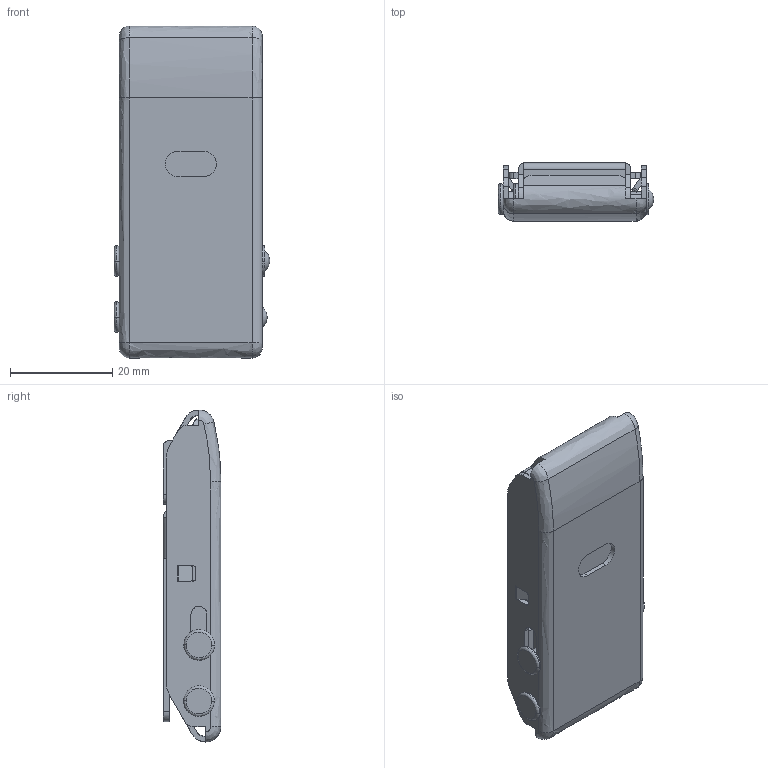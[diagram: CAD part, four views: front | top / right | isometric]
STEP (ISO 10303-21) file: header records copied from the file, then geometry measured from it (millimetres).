
FILE_DESCRIPTION((''),'2;1');
FILE_NAME('','2013-02-25T16:26:19',(''),(''),'','CADfix','');
FILE_SCHEMA(('AUTOMOTIVE_DESIGN { 1 0 10303 214 1 1 1 1 }'));
Length unit declared in the file: millimetre
Bounding box: 30.5 x 11.3 x 65 mm (x, y, z)
Volume: 6648.8 mm3; surface area: 13076.1 mm2
Topology: 3 solids, 3 shells, 355 faces, 1039 edges, 707 vertices
Faces by surface type: bspline 355
Entity records: 12935 total; most frequent: CARTESIAN_POINT 7088, ORIENTED_EDGE 2078, EDGE_CURVE 1039, VERTEX_POINT 707, QUASI_UNIFORM_CURVE 548, EDGE_LOOP 408, FACE_OUTER_BOUND 355, ADVANCED_FACE 355
